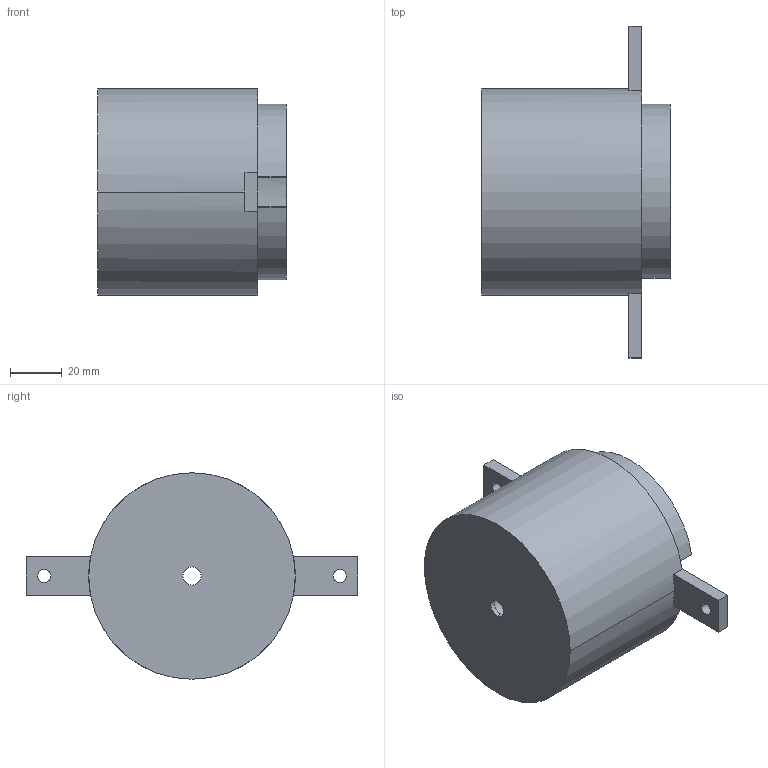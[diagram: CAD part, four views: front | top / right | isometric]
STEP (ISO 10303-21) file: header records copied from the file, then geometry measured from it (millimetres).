
FILE_DESCRIPTION((''),'2;1');
FILE_NAME('BOTTOM','2019-12-27T14:03:13',('max'),(''),'CREO PARAMETRIC BY PTC INC, 2019224','CREO PARAMETRIC BY PTC INC, 2019224','');
FILE_SCHEMA(('CONFIG_CONTROL_DESIGN'));
Length unit declared in the file: millimetre
Products named in the file (1): BOTTOM
Bounding box: 73 x 128.58 x 80 mm (x, y, z)
Volume: 51482.3 mm3; surface area: 52053.6 mm2
Topology: 1 solids, 1 shells, 56 faces, 148 edges, 98 vertices
Faces by surface type: plane 29, cylinder 27
Entity records: 1828 total; most frequent: DIRECTION 326, CARTESIAN_POINT 302, ORIENTED_EDGE 296, EDGE_CURVE 148, AXIS2_PLACEMENT_3D 122, VERTEX_POINT 98, VECTOR 82, LINE 82
